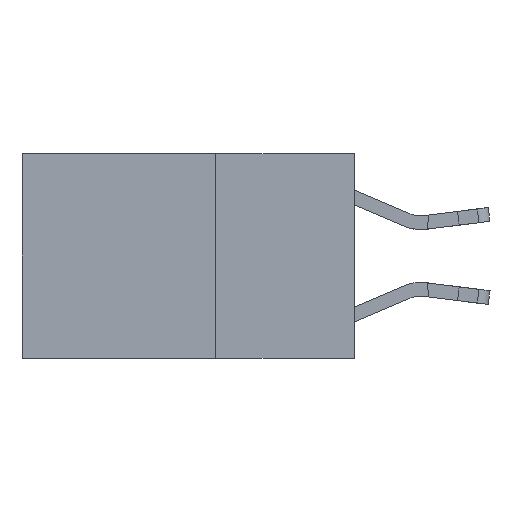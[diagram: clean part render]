
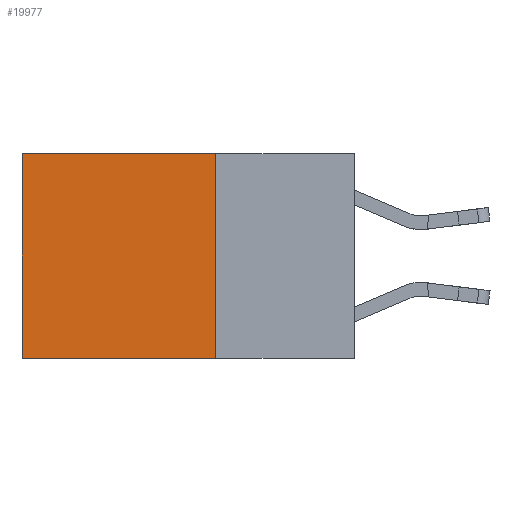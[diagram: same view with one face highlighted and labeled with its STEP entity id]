
A CAD part, left-side view. The second image highlights one B-rep face of the part: STEP entity #19977.
In plain terms, the highlighted planar face has unit normal (-1, 0, 0).
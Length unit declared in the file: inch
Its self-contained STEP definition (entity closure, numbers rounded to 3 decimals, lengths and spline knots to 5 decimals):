
#435 = ORIENTED_EDGE ( 'NONE', *, *, #22321, .T. ) ;
#1695 = EDGE_CURVE ( 'NONE', #3558, #3394, #18811, .T. ) ;
#1865 = ORIENTED_EDGE ( 'NONE', *, *, #8129, .F. ) ;
#2598 = CARTESIAN_POINT ( 'NONE',  ( 0.2625, 0.25, -0.37 ) ) ;
#3394 = VERTEX_POINT ( 'NONE', #14941 ) ;
#3411 = CARTESIAN_POINT ( 'NONE',  ( 0.2625, 0.6, 0. ) ) ;
#3558 = VERTEX_POINT ( 'NONE', #2598 ) ;
#3930 = ORIENTED_EDGE ( 'NONE', *, *, #14874, .T. ) ;
#4306 = AXIS2_PLACEMENT_3D ( 'NONE', #8210, #20973, #10049 ) ;
#5145 = LINE ( 'NONE', #12244, #15381 ) ;
#5531 = DIRECTION ( 'NONE',  ( 0., 1., 0. ) ) ;
#6908 = ORIENTED_EDGE ( 'NONE', *, *, #1695, .F. ) ;
#7939 = VERTEX_POINT ( 'NONE', #11703 ) ;
#8129 = EDGE_CURVE ( 'NONE', #16511, #3558, #5145, .T. ) ;
#8210 = CARTESIAN_POINT ( 'NONE',  ( 0.2625, 0.25, 0. ) ) ;
#9718 = LINE ( 'NONE', #16405, #19391 ) ;
#10049 = DIRECTION ( 'NONE',  ( 0., 0., -1. ) ) ;
#10087 = CARTESIAN_POINT ( 'NONE',  ( 0.2625, 0.25, -0.37 ) ) ;
#11703 = CARTESIAN_POINT ( 'NONE',  ( 0.2625, 0.6, 0. ) ) ;
#12244 = CARTESIAN_POINT ( 'NONE',  ( 0.2625, 0.25, 0. ) ) ;
#13303 = LINE ( 'NONE', #3411, #22816 ) ;
#13421 = FACE_OUTER_BOUND ( 'NONE', #16821, .T. ) ;
#14537 = VECTOR ( 'NONE', #22863, 39.37008 ) ;
#14874 = EDGE_CURVE ( 'NONE', #16511, #7939, #9718, .T. ) ;
#14941 = CARTESIAN_POINT ( 'NONE',  ( 0.2625, 0.6, -0.37 ) ) ;
#15381 = VECTOR ( 'NONE', #17623, 39.37008 ) ;
#16134 = DIRECTION ( 'NONE',  ( 0., 0., -1. ) ) ;
#16405 = CARTESIAN_POINT ( 'NONE',  ( 0.2625, 0.25, 0. ) ) ;
#16511 = VERTEX_POINT ( 'NONE', #17438 ) ;
#16821 = EDGE_LOOP ( 'NONE', ( #435, #6908, #1865, #3930 ) ) ;
#17438 = CARTESIAN_POINT ( 'NONE',  ( 0.2625, 0.25, 0. ) ) ;
#17623 = DIRECTION ( 'NONE',  ( 0., 0., -1. ) ) ;
#18811 = LINE ( 'NONE', #10087, #14537 ) ;
#19103 = PLANE ( 'NONE',  #4306 ) ;
#19391 = VECTOR ( 'NONE', #5531, 39.37008 ) ;
#19977 = ADVANCED_FACE ( 'NONE', ( #13421 ), #19103, .F. ) ;
#20973 = DIRECTION ( 'NONE',  ( 1., 0., 0. ) ) ;
#22321 = EDGE_CURVE ( 'NONE', #7939, #3394, #13303, .T. ) ;
#22816 = VECTOR ( 'NONE', #16134, 39.37008 ) ;
#22863 = DIRECTION ( 'NONE',  ( 0., 1., 0. ) ) ;
